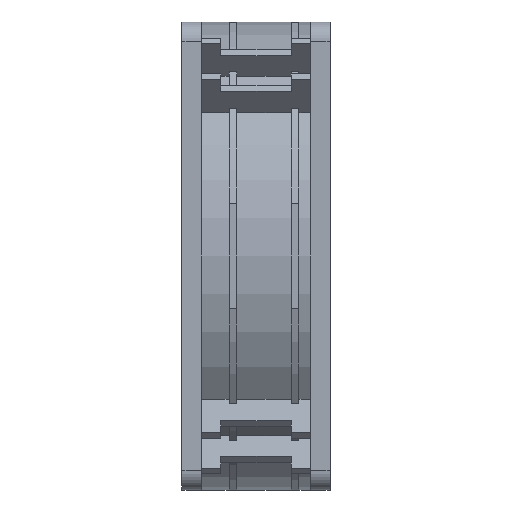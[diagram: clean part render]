
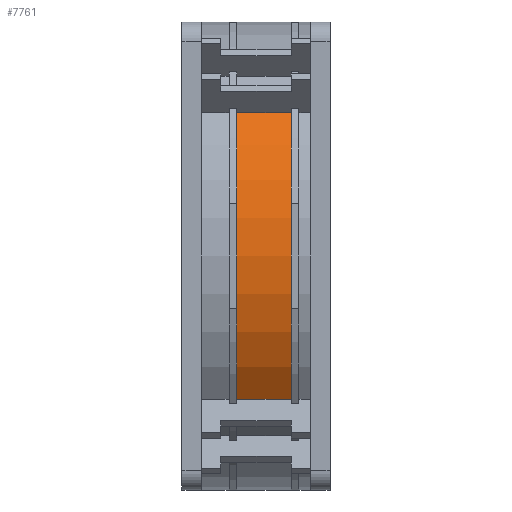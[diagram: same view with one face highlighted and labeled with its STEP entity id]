
A CAD part, left-side view. The second image highlights one B-rep face of the part: STEP entity #7761.
In plain terms, the highlighted cylindrical face has radius 60 mm (diameter 120 mm), a partial arc.
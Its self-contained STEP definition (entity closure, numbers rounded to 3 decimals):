
#1900=CARTESIAN_POINT('',(0.,10.,0.));
#1901=DIRECTION('',(0.,-1.,0.));
#1902=DIRECTION('',(-0.79,0.,0.613));
#1903=AXIS2_PLACEMENT_3D('',#1900,#1901,#1902);
#1905=CARTESIAN_POINT('',(0.,10.,0.));
#1906=DIRECTION('',(0.,-1.,0.));
#1907=DIRECTION('',(-1.,0.,0.));
#1908=AXIS2_PLACEMENT_3D('',#1905,#1906,#1907);
#1910=DIRECTION('',(0.,-1.,0.));
#1911=VECTOR('',#1910,13.9);
#1912=CARTESIAN_POINT('',(-47.397,23.9,-36.79));
#1913=LINE('',#1912,#1911);
#1914=CARTESIAN_POINT('',(0.,23.9,0.));
#1915=DIRECTION('',(0.,1.,0.));
#1916=DIRECTION('',(-0.79,0.,-0.613));
#1917=AXIS2_PLACEMENT_3D('',#1914,#1915,#1916);
#1919=CARTESIAN_POINT('',(0.,23.9,0.));
#1920=DIRECTION('',(0.,1.,0.));
#1921=DIRECTION('',(-1.,0.,0.));
#1922=AXIS2_PLACEMENT_3D('',#1919,#1920,#1921);
#1924=DIRECTION('',(0.,-1.,0.));
#1925=VECTOR('',#1924,13.9);
#1926=CARTESIAN_POINT('',(-47.397,23.9,36.79));
#1927=LINE('',#1926,#1925);
#4558=CARTESIAN_POINT('',(-47.397,10.,36.79));
#4560=VERTEX_POINT('',#4558);
#4562=CARTESIAN_POINT('',(-47.397,23.9,36.79));
#4564=VERTEX_POINT('',#4562);
#4814=CARTESIAN_POINT('',(-47.397,10.,-36.79));
#4815=VERTEX_POINT('',#4814);
#4817=CARTESIAN_POINT('',(-47.397,23.9,-36.79));
#4819=VERTEX_POINT('',#4817);
#5022=CARTESIAN_POINT('',(-60.,10.,0.));
#5023=VERTEX_POINT('',#5022);
#5043=CARTESIAN_POINT('',(-60.,23.9,0.));
#5045=VERTEX_POINT('',#5043);
#7742=CARTESIAN_POINT('',(0.,34.4,0.));
#7743=DIRECTION('',(0.,-1.,0.));
#7744=DIRECTION('',(1.,0.,0.));
#7745=AXIS2_PLACEMENT_3D('',#7742,#7743,#7744);
#7746=CYLINDRICAL_SURFACE('',#7745,60.);
#7748=ORIENTED_EDGE('',*,*,#7747,.T.);
#7750=ORIENTED_EDGE('',*,*,#7749,.T.);
#7752=ORIENTED_EDGE('',*,*,#7751,.F.);
#7754=ORIENTED_EDGE('',*,*,#7753,.T.);
#7756=ORIENTED_EDGE('',*,*,#7755,.T.);
#7758=ORIENTED_EDGE('',*,*,#7757,.T.);
#7759=EDGE_LOOP('',(#7748,#7750,#7752,#7754,#7756,#7758));
#7760=FACE_OUTER_BOUND('',#7759,.F.);
#7761=ADVANCED_FACE('',(#7760),#7746,.T.);
#1904=CIRCLE('',#1903,60.);
#1909=CIRCLE('',#1908,60.);
#1918=CIRCLE('',#1917,60.);
#1923=CIRCLE('',#1922,60.);
#7747=EDGE_CURVE('',#4560,#5023,#1904,.T.);
#7749=EDGE_CURVE('',#5023,#4815,#1909,.T.);
#7751=EDGE_CURVE('',#4819,#4815,#1913,.T.);
#7753=EDGE_CURVE('',#4819,#5045,#1918,.T.);
#7755=EDGE_CURVE('',#5045,#4564,#1923,.T.);
#7757=EDGE_CURVE('',#4564,#4560,#1927,.T.);
